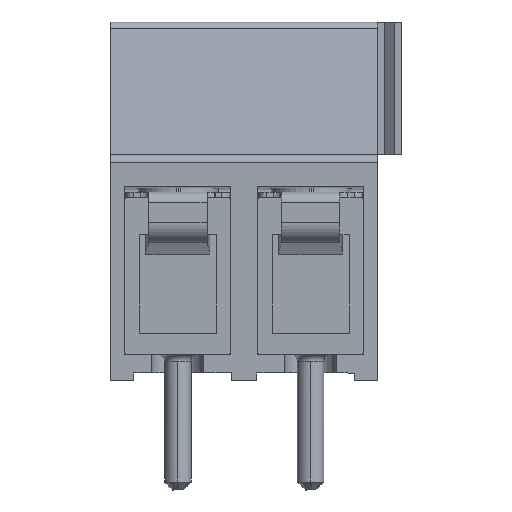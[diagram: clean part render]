
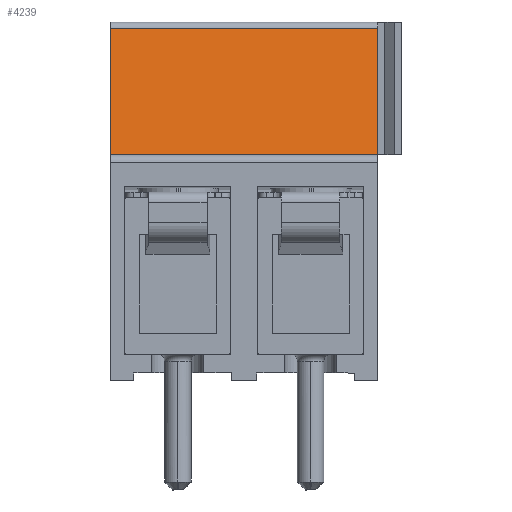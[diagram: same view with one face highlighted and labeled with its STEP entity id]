
A CAD part, front view. The second image highlights one B-rep face of the part: STEP entity #4239.
In plain terms, the highlighted planar face has unit normal (0, -0.985, 0.174).
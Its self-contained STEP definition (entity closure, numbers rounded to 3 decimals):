
#4239=ADVANCED_FACE('',(#9784),#9785,.F.);
#4933=EDGE_CURVE('',#10839,#10842,#10843,.T.);
#5041=EDGE_CURVE('',#11015,#10842,#11016,.T.);
#5369=EDGE_CURVE('',#11015,#11435,#11436,.T.);
#5403=EDGE_CURVE('',#11435,#10839,#11473,.F.);
#9784=FACE_OUTER_BOUND('',#18368,.T.);
#9785=PLANE('',#18369);
#10839=VERTEX_POINT('',#20913);
#10842=VERTEX_POINT('',#20917);
#10843=LINE('',#20918,#20919);
#11015=VERTEX_POINT('',#21268);
#11016=LINE('',#21269,#21270);
#11435=VERTEX_POINT('',#22177);
#11436=LINE('',#22178,#22179);
#11473=LINE('',#22246,#22247);
#18368=EDGE_LOOP('',(#31444,#31445,#31446,#31447));
#18369=AXIS2_PLACEMENT_3D('',#31448,#31449,#31450);
#20913=CARTESIAN_POINT('',(0.,2.138,13.252));
#20917=CARTESIAN_POINT('',(10.05,2.138,13.252));
#20918=CARTESIAN_POINT('',(-0.063,2.138,13.252));
#20919=VECTOR('',#34222,1.0);
#21268=CARTESIAN_POINT('',(10.05,1.3,8.5));
#21269=CARTESIAN_POINT('',(10.05,1.3,8.5));
#21270=VECTOR('',#34328,1.0);
#22177=CARTESIAN_POINT('',(0.0,1.3,8.5));
#22178=CARTESIAN_POINT('',(10.05,1.3,8.5));
#22179=VECTOR('',#34551,1.0);
#22246=CARTESIAN_POINT('',(0.0,1.093,7.328));
#22247=VECTOR('',#34574,1.0);
#31444=ORIENTED_EDGE('',*,*,#5369,.F.);
#31445=ORIENTED_EDGE('',*,*,#5041,.T.);
#31446=ORIENTED_EDGE('',*,*,#4933,.F.);
#31447=ORIENTED_EDGE('',*,*,#5403,.F.);
#31448=CARTESIAN_POINT('',(2.588,2.159,13.371));
#31449=DIRECTION('',(0.,0.985,-0.174));
#31450=DIRECTION('',(-1.0,0.0,0.));
#34222=DIRECTION('',(1.0,0.,0.));
#34328=DIRECTION('',(0.,0.174,0.985));
#34551=DIRECTION('',(-1.0,0.,0.));
#34574=DIRECTION('',(-0.0,-0.174,-0.985));
